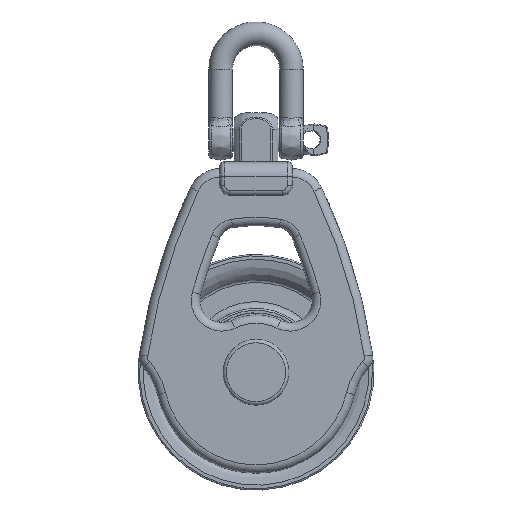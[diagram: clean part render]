
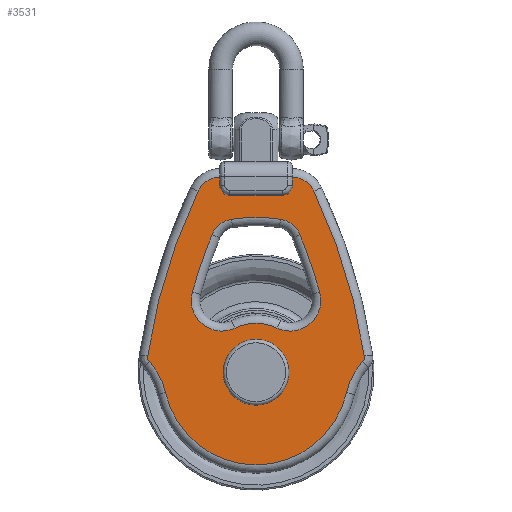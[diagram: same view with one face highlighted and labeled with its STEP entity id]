
A CAD part, front view. The second image highlights one B-rep face of the part: STEP entity #3531.
In plain terms, the highlighted planar face has unit normal (0, -1, 0).
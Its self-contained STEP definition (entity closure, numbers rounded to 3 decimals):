
#166=PLANE('',#3939);
#206=FACE_BOUND('',#1004,.T.);
#207=FACE_BOUND('',#1005,.T.);
#348=LINE('',#7574,#490);
#490=VECTOR('',#4882,10.);
#738=FACE_OUTER_BOUND('',#1003,.T.);
#1003=EDGE_LOOP('',(#2996,#2997,#2998,#2999,#3000,#3001,#3002,#3003,#3004,
#3005));
#1004=EDGE_LOOP('',(#3006));
#1005=EDGE_LOOP('',(#3007,#3008,#3009,#3010,#3011,#3012,#3013,#3014));
#1240=CIRCLE('',#3737,19.5);
#1365=CIRCLE('',#3940,55.);
#1366=CIRCLE('',#3941,40.);
#1367=CIRCLE('',#3942,4.);
#1368=CIRCLE('',#3943,345.);
#1369=CIRCLE('',#3944,15.);
#1370=CIRCLE('',#3945,15.);
#1371=CIRCLE('',#3946,345.);
#1372=CIRCLE('',#3947,4.);
#1373=CIRCLE('',#3948,40.);
#1374=CIRCLE('',#3949,18.2);
#1375=CIRCLE('',#3950,29.);
#1376=CIRCLE('',#3951,18.2);
#1377=CIRCLE('',#3952,327.);
#1378=CIRCLE('',#3953,15.);
#1379=CIRCLE('',#3954,92.);
#1380=CIRCLE('',#3955,15.);
#1381=CIRCLE('',#3956,327.);
#1569=VERTEX_POINT('',#6649);
#1730=VERTEX_POINT('',#7562);
#1731=VERTEX_POINT('',#7563);
#1732=VERTEX_POINT('',#7565);
#1733=VERTEX_POINT('',#7567);
#1734=VERTEX_POINT('',#7569);
#1735=VERTEX_POINT('',#7571);
#1736=VERTEX_POINT('',#7573);
#1737=VERTEX_POINT('',#7575);
#1738=VERTEX_POINT('',#7577);
#1739=VERTEX_POINT('',#7579);
#1740=VERTEX_POINT('',#7582);
#1741=VERTEX_POINT('',#7583);
#1742=VERTEX_POINT('',#7585);
#1743=VERTEX_POINT('',#7587);
#1744=VERTEX_POINT('',#7589);
#1745=VERTEX_POINT('',#7591);
#1746=VERTEX_POINT('',#7593);
#1747=VERTEX_POINT('',#7595);
#1950=EDGE_CURVE('',#1569,#1569,#1240,.T.);
#2180=EDGE_CURVE('',#1730,#1731,#1365,.T.);
#2181=EDGE_CURVE('',#1732,#1730,#1366,.T.);
#2182=EDGE_CURVE('',#1733,#1732,#1367,.T.);
#2183=EDGE_CURVE('',#1734,#1733,#1368,.T.);
#2184=EDGE_CURVE('',#1735,#1734,#1369,.T.);
#2185=EDGE_CURVE('',#1736,#1735,#348,.T.);
#2186=EDGE_CURVE('',#1737,#1736,#1370,.T.);
#2187=EDGE_CURVE('',#1738,#1737,#1371,.T.);
#2188=EDGE_CURVE('',#1739,#1738,#1372,.T.);
#2189=EDGE_CURVE('',#1731,#1739,#1373,.T.);
#2190=EDGE_CURVE('',#1740,#1741,#1374,.T.);
#2191=EDGE_CURVE('',#1742,#1740,#1375,.T.);
#2192=EDGE_CURVE('',#1743,#1742,#1376,.T.);
#2193=EDGE_CURVE('',#1744,#1743,#1377,.T.);
#2194=EDGE_CURVE('',#1745,#1744,#1378,.T.);
#2195=EDGE_CURVE('',#1746,#1745,#1379,.T.);
#2196=EDGE_CURVE('',#1747,#1746,#1380,.T.);
#2197=EDGE_CURVE('',#1741,#1747,#1381,.T.);
#2996=ORIENTED_EDGE('',*,*,#2180,.F.);
#2997=ORIENTED_EDGE('',*,*,#2181,.F.);
#2998=ORIENTED_EDGE('',*,*,#2182,.F.);
#2999=ORIENTED_EDGE('',*,*,#2183,.F.);
#3000=ORIENTED_EDGE('',*,*,#2184,.F.);
#3001=ORIENTED_EDGE('',*,*,#2185,.F.);
#3002=ORIENTED_EDGE('',*,*,#2186,.F.);
#3003=ORIENTED_EDGE('',*,*,#2187,.F.);
#3004=ORIENTED_EDGE('',*,*,#2188,.F.);
#3005=ORIENTED_EDGE('',*,*,#2189,.F.);
#3006=ORIENTED_EDGE('',*,*,#1950,.T.);
#3007=ORIENTED_EDGE('',*,*,#2190,.F.);
#3008=ORIENTED_EDGE('',*,*,#2191,.F.);
#3009=ORIENTED_EDGE('',*,*,#2192,.F.);
#3010=ORIENTED_EDGE('',*,*,#2193,.F.);
#3011=ORIENTED_EDGE('',*,*,#2194,.F.);
#3012=ORIENTED_EDGE('',*,*,#2195,.F.);
#3013=ORIENTED_EDGE('',*,*,#2196,.F.);
#3014=ORIENTED_EDGE('',*,*,#2197,.F.);
#3531=ADVANCED_FACE('',(#738,#206,#207),#166,.T.);
#3737=AXIS2_PLACEMENT_3D('',#6650,#4371,#4372);
#3939=AXIS2_PLACEMENT_3D('',#7561,#4870,#4871);
#3940=AXIS2_PLACEMENT_3D('',#7564,#4872,#4873);
#3941=AXIS2_PLACEMENT_3D('',#7566,#4874,#4875);
#3942=AXIS2_PLACEMENT_3D('',#7568,#4876,#4877);
#3943=AXIS2_PLACEMENT_3D('',#7570,#4878,#4879);
#3944=AXIS2_PLACEMENT_3D('',#7572,#4880,#4881);
#3945=AXIS2_PLACEMENT_3D('',#7576,#4883,#4884);
#3946=AXIS2_PLACEMENT_3D('',#7578,#4885,#4886);
#3947=AXIS2_PLACEMENT_3D('',#7580,#4887,#4888);
#3948=AXIS2_PLACEMENT_3D('',#7581,#4889,#4890);
#3949=AXIS2_PLACEMENT_3D('',#7584,#4891,#4892);
#3950=AXIS2_PLACEMENT_3D('',#7586,#4893,#4894);
#3951=AXIS2_PLACEMENT_3D('',#7588,#4895,#4896);
#3952=AXIS2_PLACEMENT_3D('',#7590,#4897,#4898);
#3953=AXIS2_PLACEMENT_3D('',#7592,#4899,#4900);
#3954=AXIS2_PLACEMENT_3D('',#7594,#4901,#4902);
#3955=AXIS2_PLACEMENT_3D('',#7596,#4903,#4904);
#3956=AXIS2_PLACEMENT_3D('',#7597,#4905,#4906);
#4371=DIRECTION('center_axis',(0.,1.,0.));
#4372=DIRECTION('ref_axis',(1.,0.,0.));
#4870=DIRECTION('center_axis',(0.,-1.,0.));
#4871=DIRECTION('ref_axis',(0.,0.,-1.));
#4872=DIRECTION('center_axis',(0.,1.,0.));
#4873=DIRECTION('ref_axis',(0.928,0.,-0.373));
#4874=DIRECTION('center_axis',(0.,-1.,0.));
#4875=DIRECTION('ref_axis',(-0.885,0.,0.465));
#4876=DIRECTION('center_axis',(0.,1.,0.));
#4877=DIRECTION('ref_axis',(0.956,0.,-0.294));
#4878=DIRECTION('center_axis',(0.,1.,0.));
#4879=DIRECTION('ref_axis',(0.956,0.,0.292));
#4880=DIRECTION('center_axis',(0.,1.,0.));
#4881=DIRECTION('ref_axis',(0.534,0.,0.846));
#4882=DIRECTION('',(1.,0.,0.));
#4883=DIRECTION('center_axis',(0.,1.,0.));
#4884=DIRECTION('ref_axis',(-0.534,0.,0.846));
#4885=DIRECTION('center_axis',(0.,1.,0.));
#4886=DIRECTION('ref_axis',(-0.956,0.,0.292));
#4887=DIRECTION('center_axis',(0.,1.,0.));
#4888=DIRECTION('ref_axis',(-0.956,0.,-0.294));
#4889=DIRECTION('center_axis',(0.,-1.,0.));
#4890=DIRECTION('ref_axis',(0.885,0.,0.465));
#4891=DIRECTION('center_axis',(0.,-1.,0.));
#4892=DIRECTION('ref_axis',(0.645,0.,-0.764));
#4893=DIRECTION('center_axis',(0.,1.,0.));
#4894=DIRECTION('ref_axis',(0.,0.,1.));
#4895=DIRECTION('center_axis',(0.,-1.,0.));
#4896=DIRECTION('ref_axis',(-0.645,0.,-0.764));
#4897=DIRECTION('center_axis',(0.,-1.,0.));
#4898=DIRECTION('ref_axis',(-0.946,0.,0.324));
#4899=DIRECTION('center_axis',(0.,-1.,0.));
#4900=DIRECTION('ref_axis',(-0.623,0.,0.782));
#4901=DIRECTION('center_axis',(0.,-1.,0.));
#4902=DIRECTION('ref_axis',(0.,0.,1.));
#4903=DIRECTION('center_axis',(0.,-1.,0.));
#4904=DIRECTION('ref_axis',(0.623,0.,0.782));
#4905=DIRECTION('center_axis',(0.,-1.,0.));
#4906=DIRECTION('ref_axis',(0.946,0.,0.324));
#6649=CARTESIAN_POINT('',(-19.5,-18.5,-20.));
#6650=CARTESIAN_POINT('Origin',(0.,-18.5,-20.));
#7561=CARTESIAN_POINT('Origin',(0.,-18.5,-110.));
#7562=CARTESIAN_POINT('',(53.656,-18.5,-32.083));
#7563=CARTESIAN_POINT('',(-53.656,-18.5,-32.083));
#7564=CARTESIAN_POINT('Origin',(0.,-18.5,-20.));
#7565=CARTESIAN_POINT('',(63.278,-18.5,-13.749));
#7566=CARTESIAN_POINT('Origin',(92.679,-18.5,-40.871));
#7567=CARTESIAN_POINT('',(64.295,-18.5,-10.449));
#7568=CARTESIAN_POINT('Origin',(60.338,-18.5,-11.037));
#7569=CARTESIAN_POINT('',(34.395,-18.5,87.461));
#7570=CARTESIAN_POINT('Origin',(-276.961,-18.5,-61.141));
#7571=CARTESIAN_POINT('',(20.857,-18.5,96.));
#7572=CARTESIAN_POINT('Origin',(20.857,-18.5,81.));
#7573=CARTESIAN_POINT('',(-20.857,-18.5,96.));
#7574=CARTESIAN_POINT('',(0.,-18.5,96.));
#7575=CARTESIAN_POINT('',(-34.395,-18.5,87.461));
#7576=CARTESIAN_POINT('Origin',(-20.857,-18.5,81.));
#7577=CARTESIAN_POINT('',(-64.295,-18.5,-10.449));
#7578=CARTESIAN_POINT('Origin',(276.961,-18.5,-61.141));
#7579=CARTESIAN_POINT('',(-63.278,-18.5,-13.749));
#7580=CARTESIAN_POINT('Origin',(-60.338,-18.5,-11.037));
#7581=CARTESIAN_POINT('Origin',(-92.679,-18.5,-40.871));
#7582=CARTESIAN_POINT('',(12.447,-18.5,6.193));
#7583=CARTESIAN_POINT('',(37.776,-18.5,27.569));
#7584=CARTESIAN_POINT('Origin',(20.259,-18.5,22.631));
#7585=CARTESIAN_POINT('',(-12.447,-18.5,6.193));
#7586=CARTESIAN_POINT('Origin',(0.,-18.5,-20.));
#7587=CARTESIAN_POINT('',(-37.776,-18.5,27.569));
#7588=CARTESIAN_POINT('Origin',(-20.259,-18.5,22.631));
#7589=CARTESIAN_POINT('',(-26.105,-18.5,61.66));
#7590=CARTESIAN_POINT('Origin',(276.961,-18.5,-61.141));
#7591=CARTESIAN_POINT('',(-14.58,-18.5,70.837));
#7592=CARTESIAN_POINT('Origin',(-12.203,-18.5,56.027));
#7593=CARTESIAN_POINT('',(14.58,-18.5,70.837));
#7594=CARTESIAN_POINT('Origin',(0.,-18.5,-20.));
#7595=CARTESIAN_POINT('',(26.105,-18.5,61.66));
#7596=CARTESIAN_POINT('Origin',(12.203,-18.5,56.027));
#7597=CARTESIAN_POINT('Origin',(-276.961,-18.5,-61.141));
